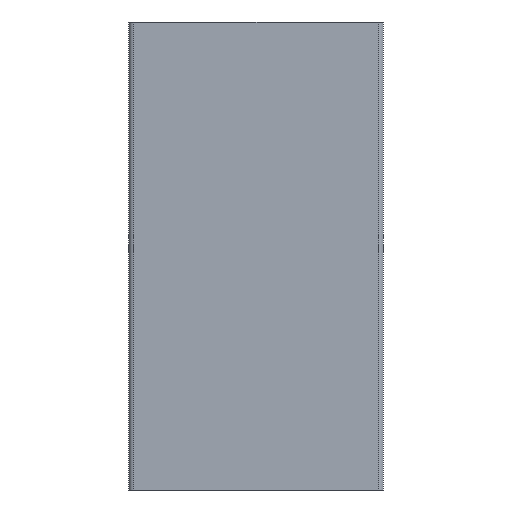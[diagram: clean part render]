
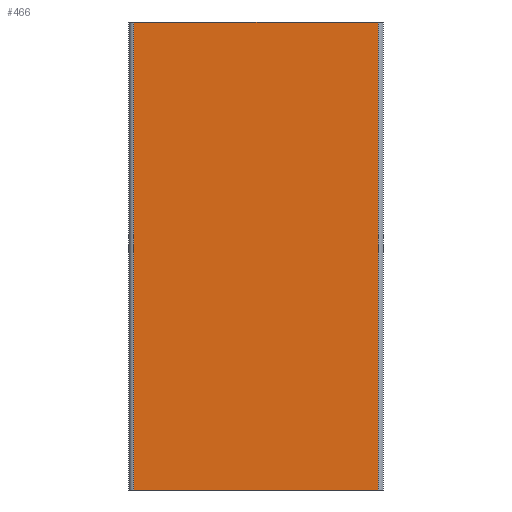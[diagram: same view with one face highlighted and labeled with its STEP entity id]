
A CAD part, left-side view. The second image highlights one B-rep face of the part: STEP entity #466.
In plain terms, the highlighted planar face has unit normal (-1, 0, 0).
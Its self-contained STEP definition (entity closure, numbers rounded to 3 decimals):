
#14 = VECTOR ( 'NONE', #454, 1000. ) ;
#18 = LINE ( 'NONE', #475, #14 ) ;
#52 = CARTESIAN_POINT ( 'NONE',  ( -1.782, 61.751, 0. ) ) ;
#60 = CARTESIAN_POINT ( 'NONE',  ( -1.782, -42.751, 0. ) ) ;
#81 = CARTESIAN_POINT ( 'NONE',  ( -1.782, 9.8, 0. ) ) ;
#89 = VECTOR ( 'NONE', #221, 1000. ) ;
#107 = LINE ( 'NONE', #60, #89 ) ;
#113 = VECTOR ( 'NONE', #644, 1000. ) ;
#119 = VECTOR ( 'NONE', #816, 1000. ) ;
#120 = CARTESIAN_POINT ( 'NONE',  ( -1.782, 61.751, 200. ) ) ;
#127 = LINE ( 'NONE', #886, #113 ) ;
#132 = LINE ( 'NONE', #814, #119 ) ;
#221 = DIRECTION ( 'NONE',  ( 0., 0., 1. ) ) ;
#293 = FACE_OUTER_BOUND ( 'NONE', #757, .T. ) ;
#351 = DIRECTION ( 'NONE',  ( 0., 0., 1. ) ) ;
#412 = CARTESIAN_POINT ( 'NONE',  ( -1.782, -42.751, 0. ) ) ;
#436 = VERTEX_POINT ( 'NONE', #412 ) ;
#449 = ORIENTED_EDGE ( 'NONE', *, *, #807, .T. ) ;
#452 = AXIS2_PLACEMENT_3D ( 'NONE', #81, #636, #351 ) ;
#454 = DIRECTION ( 'NONE',  ( 0., 1., 0. ) ) ;
#466 = ADVANCED_FACE ( 'NONE', ( #293 ), #950, .T. ) ;
#467 = VERTEX_POINT ( 'NONE', #919 ) ;
#475 = CARTESIAN_POINT ( 'NONE',  ( -1.782, 9.8, 200. ) ) ;
#479 = VERTEX_POINT ( 'NONE', #52 ) ;
#486 = ORIENTED_EDGE ( 'NONE', *, *, #938, .T. ) ;
#610 = ORIENTED_EDGE ( 'NONE', *, *, #856, .T. ) ;
#636 = DIRECTION ( 'NONE',  ( -1., 0., 0. ) ) ;
#644 = DIRECTION ( 'NONE',  ( 0., 0., -1. ) ) ;
#757 = EDGE_LOOP ( 'NONE', ( #486, #918, #449, #610 ) ) ;
#807 = EDGE_CURVE ( 'NONE', #479, #436, #132, .T. ) ;
#814 = CARTESIAN_POINT ( 'NONE',  ( -1.782, 9.8, 0. ) ) ;
#816 = DIRECTION ( 'NONE',  ( 0., -1., 0. ) ) ;
#841 = EDGE_CURVE ( 'NONE', #897, #479, #127, .T. ) ;
#856 = EDGE_CURVE ( 'NONE', #436, #467, #107, .T. ) ;
#886 = CARTESIAN_POINT ( 'NONE',  ( -1.782, 61.751, 0. ) ) ;
#897 = VERTEX_POINT ( 'NONE', #120 ) ;
#918 = ORIENTED_EDGE ( 'NONE', *, *, #841, .T. ) ;
#919 = CARTESIAN_POINT ( 'NONE',  ( -1.782, -42.751, 200. ) ) ;
#938 = EDGE_CURVE ( 'NONE', #467, #897, #18, .T. ) ;
#950 = PLANE ( 'NONE',  #452 ) ;
